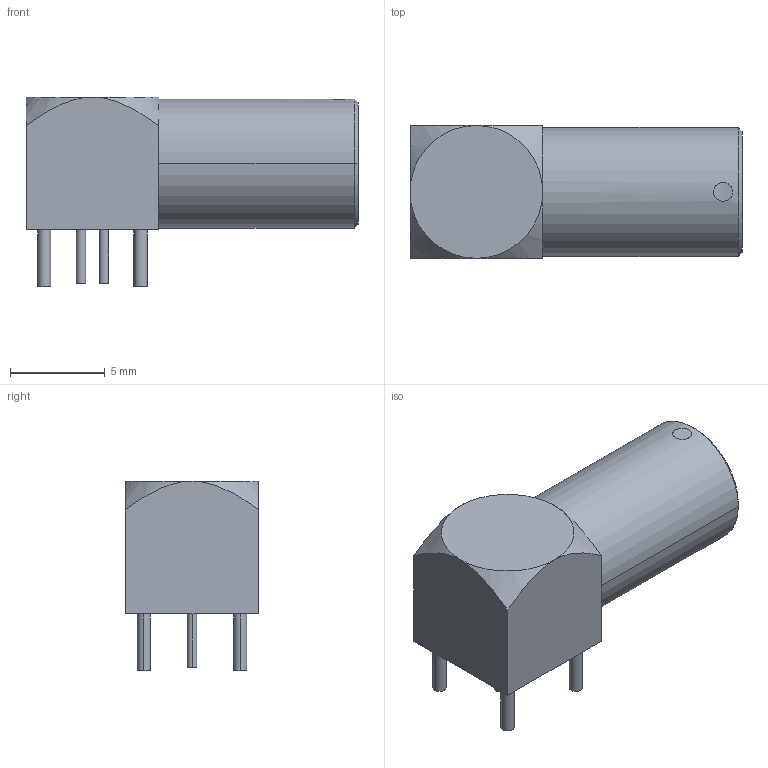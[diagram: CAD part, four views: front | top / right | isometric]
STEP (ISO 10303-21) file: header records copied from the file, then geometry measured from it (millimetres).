
FILE_DESCRIPTION((''),'2;1');
FILE_NAME('LEMO_EPG.00.302.NLN.stp','2010-08-25T15:35:32',(''),(''),'Mechanical Desktop 2010','Mechanical Desktop 2010',', , ');
FILE_SCHEMA(('AUTOMOTIVE_DESIGN { 1 2 10303 214 1 1 1 1 }'));
Length unit declared in the file: millimetre
Products named in the file (1): Product
Bounding box: 17.5 x 7 x 10 mm (x, y, z)
Volume: 582.4 mm3; surface area: 870 mm2
Topology: 11 solids, 11 shells, 73 faces, 134 edges, 88 vertices
Faces by surface type: cylinder 34, plane 33, cone 6
Entity records: 1940 total; most frequent: CARTESIAN_POINT 386, DIRECTION 336, ORIENTED_EDGE 268, AXIS2_PLACEMENT_3D 142, EDGE_CURVE 134, VERTEX_POINT 88, EDGE_LOOP 82, FACE_OUTER_BOUND 73
